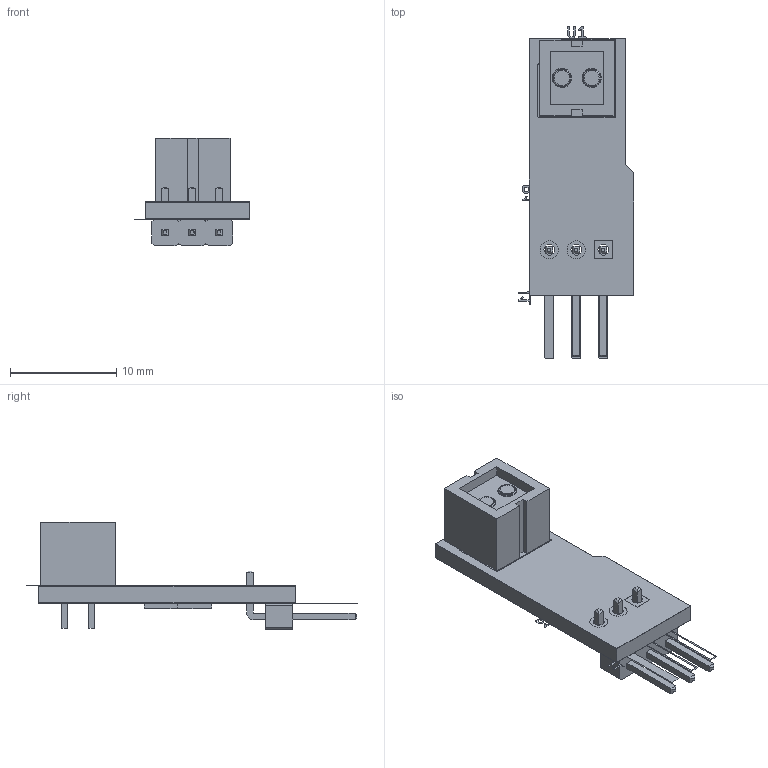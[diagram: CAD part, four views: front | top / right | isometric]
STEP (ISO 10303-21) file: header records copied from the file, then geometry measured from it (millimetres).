
FILE_DESCRIPTION(/* description */ (''),/* implementation_level */ '2;1');
FILE_NAME(/* name */ 'PCB_CNY_70_.step',/* time_stamp */ '2024-07-09T15:19:46-03:00',/* author */ (''),/* organization */ (''),/* preprocessor_version */ 'ST-DEVELOPER v20',/* originating_system */ 'Autodesk Translation Framework v13.14.0.145',/* authorisation */ '');
FILE_SCHEMA (('AUTOMOTIVE_DESIGN { 1 0 10303 214 3 1 1 }','FEATURE_BASED_PROCESS_PLANNING'));
Length unit declared in the file: inch
Products named in the file (1): PCB_CNY_70
Bounding box: 10.82 x 31.21 x 10.14 mm (x, y, z)
Volume: 683.4 mm3; surface area: 1667.4 mm2
Topology: 4 solids, 33 shells, 981 faces, 3794 edges, 2860 vertices
Faces by surface type: plane 981
Entity records: 39613 total; most frequent: CARTESIAN_POINT 7636, ORIENTED_EDGE 5784, DIRECTION 5758, LINE 3794, VECTOR 3794, EDGE_CURVE 3794, VERTEX_POINT 2860, EDGE_LOOP 1043
